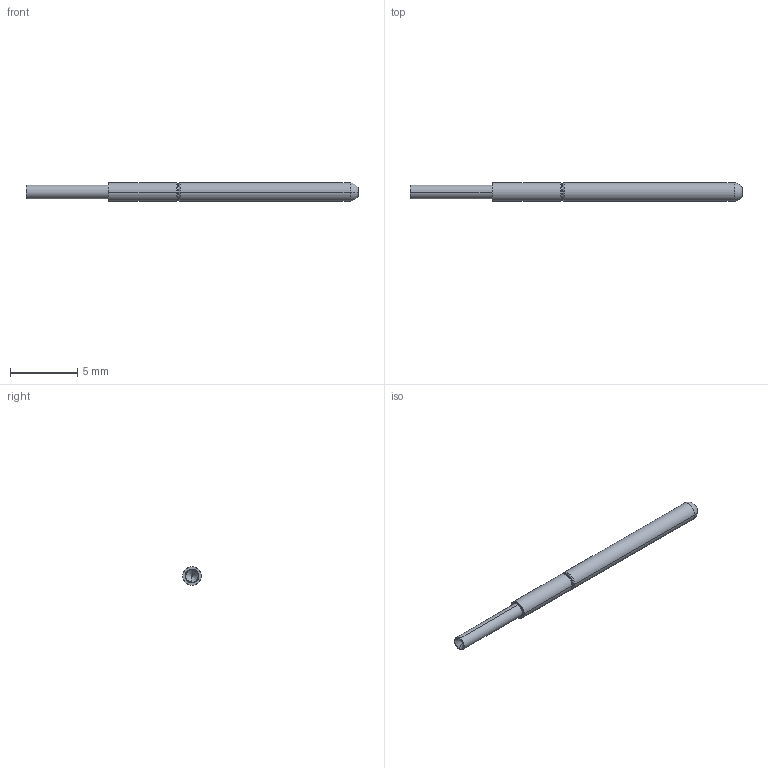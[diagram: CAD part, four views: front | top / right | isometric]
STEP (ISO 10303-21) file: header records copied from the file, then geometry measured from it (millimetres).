
FILE_DESCRIPTION (( 'STEP AP214' ), '1' );
FILE_NAME ('100-PL1642.STEP', '2022-01-12T23:04:41', ( '' ), ( '' ), 'SwSTEP 2.0', 'SolidWorks 2020', '' );
FILE_SCHEMA (( 'AUTOMOTIVE_DESIGN' ));
Length unit declared in the file: inch
Products named in the file (1): 100-PL1642
Bounding box: 24.64 x 1.38 x 1.38 mm (x, y, z)
Volume: 31.8 mm3; surface area: 101.6 mm2
Topology: 1 solids, 1 shells, 31 faces, 70 edges, 42 vertices
Faces by surface type: cone 8, cylinder 8, torus 8, plane 5, sphere 2
Entity records: 1297 total; most frequent: DIRECTION 180, CARTESIAN_POINT 138, ORIENTED_EDGE 132, AXIS2_PLACEMENT_3D 82, EDGE_CURVE 66, CIRCLE 50, VERTEX_POINT 40, DIMENSIONAL_EXPONENTS 34
